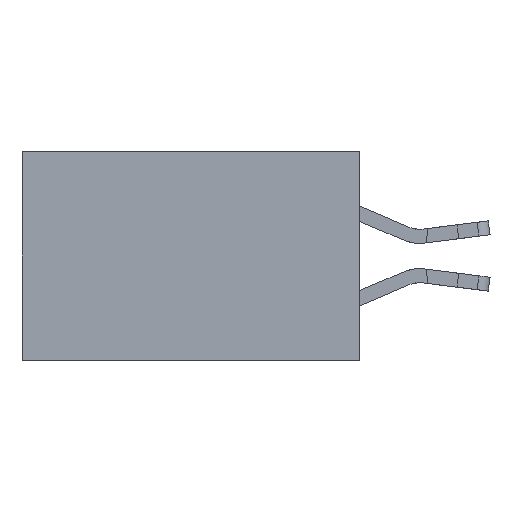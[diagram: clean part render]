
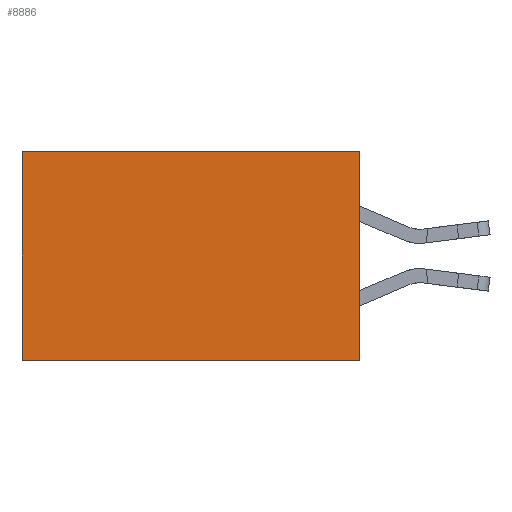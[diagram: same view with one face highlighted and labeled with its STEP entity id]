
A CAD part, left-side view. The second image highlights one B-rep face of the part: STEP entity #8886.
In plain terms, the highlighted planar face has unit normal (-1, 0, 0).
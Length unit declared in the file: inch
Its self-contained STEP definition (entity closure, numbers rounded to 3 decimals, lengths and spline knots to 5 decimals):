
#483 = DIRECTION ( 'NONE',  ( 0., 1., 0. ) ) ;
#814 = CARTESIAN_POINT ( 'NONE',  ( 0.2875, 0.6, -0.37 ) ) ;
#934 = CARTESIAN_POINT ( 'NONE',  ( 0.2875, 0., 0. ) ) ;
#1251 = EDGE_CURVE ( 'NONE', #11705, #24519, #24440, .T. ) ;
#2850 = AXIS2_PLACEMENT_3D ( 'NONE', #18176, #20279, #22273 ) ;
#3301 = CARTESIAN_POINT ( 'NONE',  ( 0.2875, 0.6, 0. ) ) ;
#3431 = LINE ( 'NONE', #8355, #11588 ) ;
#3930 = VERTEX_POINT ( 'NONE', #24793 ) ;
#5140 = DIRECTION ( 'NONE',  ( 0., 0., -1. ) ) ;
#5833 = CARTESIAN_POINT ( 'NONE',  ( 0.2875, 0., 0. ) ) ;
#5990 = LINE ( 'NONE', #3301, #24438 ) ;
#7196 = EDGE_CURVE ( 'NONE', #3930, #13063, #5990, .T. ) ;
#8355 = CARTESIAN_POINT ( 'NONE',  ( 0.2875, 0., 0. ) ) ;
#8886 = ADVANCED_FACE ( 'NONE', ( #19008 ), #22181, .F. ) ;
#11588 = VECTOR ( 'NONE', #483, 39.37008 ) ;
#11705 = VERTEX_POINT ( 'NONE', #5833 ) ;
#12054 = ORIENTED_EDGE ( 'NONE', *, *, #1251, .F. ) ;
#12617 = VECTOR ( 'NONE', #16930, 39.37008 ) ;
#12626 = LINE ( 'NONE', #22103, #24744 ) ;
#13063 = VERTEX_POINT ( 'NONE', #814 ) ;
#13452 = EDGE_CURVE ( 'NONE', #24519, #13063, #12626, .T. ) ;
#14097 = CARTESIAN_POINT ( 'NONE',  ( 0.2875, 0., -0.37 ) ) ;
#14626 = EDGE_CURVE ( 'NONE', #11705, #3930, #3431, .T. ) ;
#14899 = ORIENTED_EDGE ( 'NONE', *, *, #7196, .T. ) ;
#16930 = DIRECTION ( 'NONE',  ( 0., 0., -1. ) ) ;
#17372 = ORIENTED_EDGE ( 'NONE', *, *, #14626, .T. ) ;
#18176 = CARTESIAN_POINT ( 'NONE',  ( 0.2875, 0., 0. ) ) ;
#19008 = FACE_OUTER_BOUND ( 'NONE', #19213, .T. ) ;
#19213 = EDGE_LOOP ( 'NONE', ( #14899, #19297, #12054, #17372 ) ) ;
#19297 = ORIENTED_EDGE ( 'NONE', *, *, #13452, .F. ) ;
#20279 = DIRECTION ( 'NONE',  ( 1., 0., 0. ) ) ;
#22103 = CARTESIAN_POINT ( 'NONE',  ( 0.2875, 0., -0.37 ) ) ;
#22181 = PLANE ( 'NONE',  #2850 ) ;
#22273 = DIRECTION ( 'NONE',  ( 0., 0., -1. ) ) ;
#22284 = DIRECTION ( 'NONE',  ( 0., 1., 0. ) ) ;
#24438 = VECTOR ( 'NONE', #5140, 39.37008 ) ;
#24440 = LINE ( 'NONE', #934, #12617 ) ;
#24519 = VERTEX_POINT ( 'NONE', #14097 ) ;
#24744 = VECTOR ( 'NONE', #22284, 39.37008 ) ;
#24793 = CARTESIAN_POINT ( 'NONE',  ( 0.2875, 0.6, 0. ) ) ;
